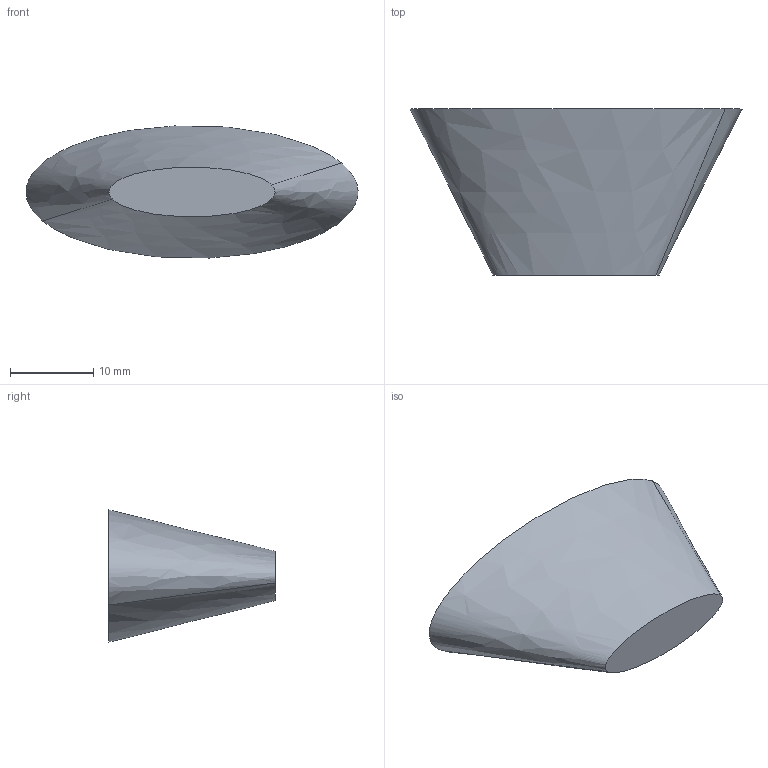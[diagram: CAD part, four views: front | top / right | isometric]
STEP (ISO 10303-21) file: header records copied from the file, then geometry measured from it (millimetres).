
FILE_DESCRIPTION (( 'STEP AP203' ), '1' );
FILE_NAME ('saf.STEP', '2024-07-31T11:49:59', ( 'Placis/Supmeca' ), ( 'Supmeca' ), 'SwSTEP 2.0', 'SolidWorks 2023', '' );
FILE_SCHEMA (( 'CONFIG_CONTROL_DESIGN' ));
Length unit declared in the file: millimetre
Products named in the file (1): saf
Bounding box: 39.99 x 20 x 15.91 mm (x, y, z)
Volume: 5423.7 mm3; surface area: 2015.3 mm2
Topology: 1 solids, 1 shells, 4 faces, 6 edges, 4 vertices
Faces by surface type: bspline 2, plane 2
Entity records: 183 total; most frequent: CARTESIAN_POINT 55, ORIENTED_EDGE 12, PERSON_AND_ORGANIZATION 8, DIRECTION 6, EDGE_CURVE 6, PERSON_AND_ORGANIZATION_ROLE 5, COORDINATED_UNIVERSAL_TIME_OFFSET 5, DATE_AND_TIME 5
